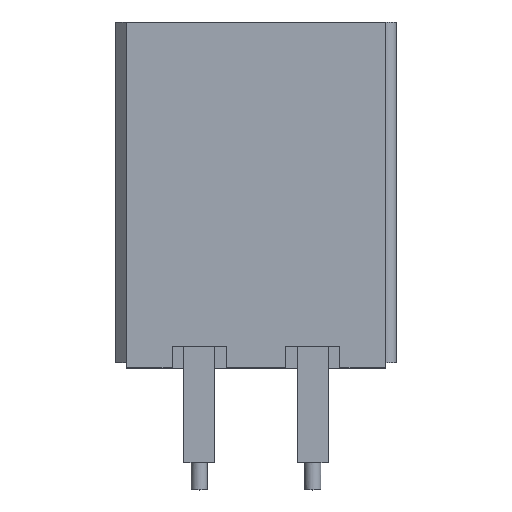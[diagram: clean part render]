
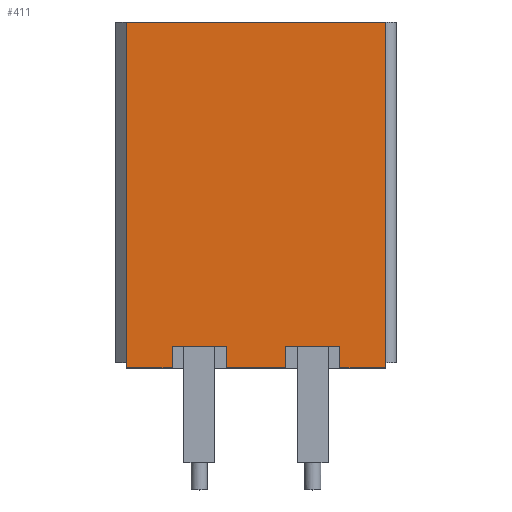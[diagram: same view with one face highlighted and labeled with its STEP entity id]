
A CAD part, top view. The second image highlights one B-rep face of the part: STEP entity #411.
In plain terms, the highlighted planar face has unit normal (0, 0, 1).
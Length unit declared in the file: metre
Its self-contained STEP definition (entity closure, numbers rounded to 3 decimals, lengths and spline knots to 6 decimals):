
#411 = ADVANCED_FACE( '', ( #868 ), #869, .T. );
#868 = FACE_OUTER_BOUND( '', #1362, .T. );
#869 = PLANE( '', #1363 );
#1362 = EDGE_LOOP( '', ( #2562, #2563, #2564, #2565, #2566, #2567, #2568, #2569, #2570, #2571, #2572, #2573 ) );
#1363 = AXIS2_PLACEMENT_3D( '', #2574, #2575, #2576 );
#2562 = ORIENTED_EDGE( '', *, *, #3369, .F. );
#2563 = ORIENTED_EDGE( '', *, *, #3214, .F. );
#2564 = ORIENTED_EDGE( '', *, *, #3442, .F. );
#2565 = ORIENTED_EDGE( '', *, *, #3170, .F. );
#2566 = ORIENTED_EDGE( '', *, *, #2987, .F. );
#2567 = ORIENTED_EDGE( '', *, *, #3415, .F. );
#2568 = ORIENTED_EDGE( '', *, *, #3451, .F. );
#2569 = ORIENTED_EDGE( '', *, *, #3373, .T. );
#2570 = ORIENTED_EDGE( '', *, *, #3449, .T. );
#2571 = ORIENTED_EDGE( '', *, *, #3452, .F. );
#2572 = ORIENTED_EDGE( '', *, *, #3353, .F. );
#2573 = ORIENTED_EDGE( '', *, *, #3453, .F. );
#2574 = CARTESIAN_POINT( '', ( -0.004992, 0.013056, 0.0048 ) );
#2575 = DIRECTION( '', ( 0., 0., 1. ) );
#2576 = DIRECTION( '', ( 0., -1., 0. ) );
#2987 = EDGE_CURVE( '', #3586, #3588, #3589, .F. );
#3170 = EDGE_CURVE( '', #3588, #3898, #3900, .F. );
#3214 = EDGE_CURVE( '', #3961, #3964, #3965, .F. );
#3353 = EDGE_CURVE( '', #4169, #4159, #4171, .F. );
#3369 = EDGE_CURVE( '', #3964, #4189, #4190, .F. );
#3373 = EDGE_CURVE( '', #4195, #4193, #4196, .T. );
#3415 = EDGE_CURVE( '', #4250, #3586, #4251, .F. );
#3442 = EDGE_CURVE( '', #3898, #3961, #4285, .F. );
#3449 = EDGE_CURVE( '', #4193, #4291, #4293, .F. );
#3451 = EDGE_CURVE( '', #4195, #4250, #4295, .F. );
#3452 = EDGE_CURVE( '', #4159, #4291, #4296, .F. );
#3453 = EDGE_CURVE( '', #4189, #4169, #4297, .F. );
#3586 = VERTEX_POINT( '', #4459 );
#3588 = VERTEX_POINT( '', #4462 );
#3589 = LINE( '', #4463, #4464 );
#3898 = VERTEX_POINT( '', #4909 );
#3900 = LINE( '', #4912, #4913 );
#3961 = VERTEX_POINT( '', #4999 );
#3964 = VERTEX_POINT( '', #5003 );
#3965 = LINE( '', #5004, #5005 );
#4159 = VERTEX_POINT( '', #5287 );
#4169 = VERTEX_POINT( '', #5302 );
#4171 = LINE( '', #5305, #5306 );
#4189 = VERTEX_POINT( '', #5332 );
#4190 = LINE( '', #5333, #5334 );
#4193 = VERTEX_POINT( '', #5338 );
#4195 = VERTEX_POINT( '', #5341 );
#4196 = LINE( '', #5342, #5343 );
#4250 = VERTEX_POINT( '', #5425 );
#4251 = LINE( '', #5426, #5427 );
#4285 = LINE( '', #5479, #5480 );
#4291 = VERTEX_POINT( '', #5488 );
#4293 = LINE( '', #5491, #5492 );
#4295 = LINE( '', #5494, #5495 );
#4296 = LINE( '', #5496, #5497 );
#4297 = LINE( '', #5498, #5499 );
#4459 = CARTESIAN_POINT( '', ( 0.0048, 0., 0.0048 ) );
#4462 = CARTESIAN_POINT( '', ( 0.0031, 0., 0.0048 ) );
#4463 = CARTESIAN_POINT( '', ( 0., 0., 0.0048 ) );
#4464 = VECTOR( '', #5632, 1. );
#4909 = CARTESIAN_POINT( '', ( 0.0031, 0.0008, 0.0048 ) );
#4912 = CARTESIAN_POINT( '', ( 0.0031, 0.0064, 0.0048 ) );
#4913 = VECTOR( '', #5812, 1. );
#4999 = CARTESIAN_POINT( '', ( 0.0011, 0.0008, 0.0048 ) );
#5003 = CARTESIAN_POINT( '', ( 0.0011, 0., 0.0048 ) );
#5004 = CARTESIAN_POINT( '', ( 0.0011, 0.0064, 0.0048 ) );
#5005 = VECTOR( '', #5854, 1. );
#5287 = CARTESIAN_POINT( '', ( -0.0031, 0.0008, 0.0048 ) );
#5302 = CARTESIAN_POINT( '', ( -0.0011, 0.0008, 0.0048 ) );
#5305 = CARTESIAN_POINT( '', ( 0., 0.0008, 0.0048 ) );
#5306 = VECTOR( '', #5982, 1. );
#5332 = CARTESIAN_POINT( '', ( -0.0011, 0., 0.0048 ) );
#5333 = CARTESIAN_POINT( '', ( 0., 0., 0.0048 ) );
#5334 = VECTOR( '', #5994, 1. );
#5338 = CARTESIAN_POINT( '', ( -0.0048, 0., 0.0048 ) );
#5341 = CARTESIAN_POINT( '', ( -0.0048, 0.0128, 0.0048 ) );
#5342 = CARTESIAN_POINT( '', ( -0.0048, 0.0064, 0.0048 ) );
#5343 = VECTOR( '', #5997, 1. );
#5425 = CARTESIAN_POINT( '', ( 0.0048, 0.0128, 0.0048 ) );
#5426 = CARTESIAN_POINT( '', ( 0.0048, 0.0064, 0.0048 ) );
#5427 = VECTOR( '', #6026, 1. );
#5479 = CARTESIAN_POINT( '', ( 0., 0.0008, 0.0048 ) );
#5480 = VECTOR( '', #6045, 1. );
#5488 = CARTESIAN_POINT( '', ( -0.0031, 0., 0.0048 ) );
#5491 = CARTESIAN_POINT( '', ( 0., 0., 0.0048 ) );
#5492 = VECTOR( '', #6049, 1. );
#5494 = CARTESIAN_POINT( '', ( 0., 0.0128, 0.0048 ) );
#5495 = VECTOR( '', #6050, 1. );
#5496 = CARTESIAN_POINT( '', ( -0.0031, 0.0064, 0.0048 ) );
#5497 = VECTOR( '', #6051, 1. );
#5498 = CARTESIAN_POINT( '', ( -0.0011, 0.0064, 0.0048 ) );
#5499 = VECTOR( '', #6052, 1. );
#5632 = DIRECTION( '', ( 1., 0., 0. ) );
#5812 = DIRECTION( '', ( 0., -1., 0. ) );
#5854 = DIRECTION( '', ( 0., 1., 0. ) );
#5982 = DIRECTION( '', ( 1., 0., 0. ) );
#5994 = DIRECTION( '', ( 1., 0., 0. ) );
#5997 = DIRECTION( '', ( 0., -1., 0. ) );
#6026 = DIRECTION( '', ( 0., 1., 0. ) );
#6045 = DIRECTION( '', ( 1., 0., 0. ) );
#6049 = DIRECTION( '', ( -1., 0., 0. ) );
#6050 = DIRECTION( '', ( -1., 0., 0. ) );
#6051 = DIRECTION( '', ( 0., 1., 0. ) );
#6052 = DIRECTION( '', ( 0., -1., 0. ) );
